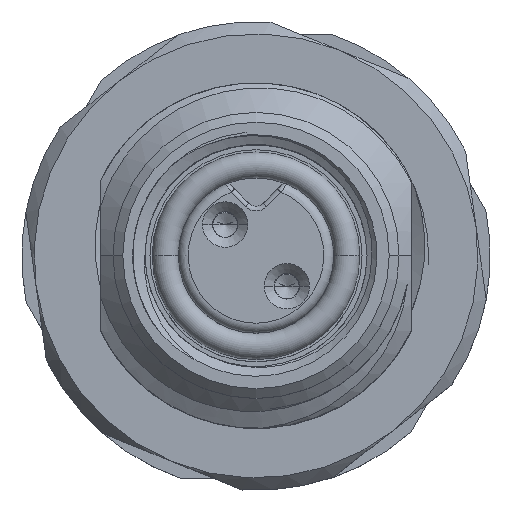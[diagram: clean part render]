
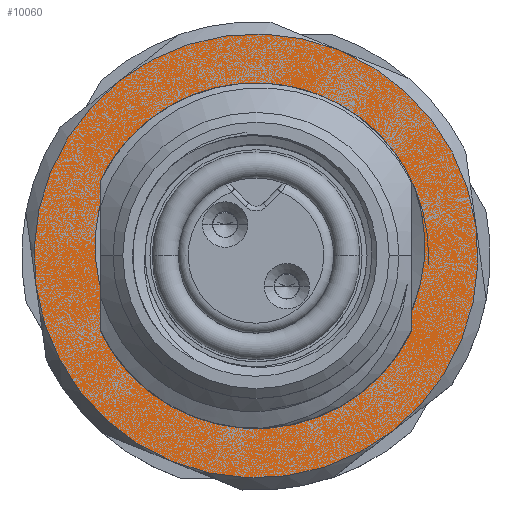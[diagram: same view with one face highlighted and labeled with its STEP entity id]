
A CAD part, top view. The second image highlights one B-rep face of the part: STEP entity #10060.
In plain terms, the highlighted planar face has unit normal (0, 0, 1).
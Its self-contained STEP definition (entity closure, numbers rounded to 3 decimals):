
#9489=CARTESIAN_POINT('',(0.,0.,-1.3));
#9490=DIRECTION('',(0.,0.,1.));
#9491=DIRECTION('',(-0.706,-0.709,0.));
#9492=AXIS2_PLACEMENT_3D('',#9489,#9490,#9491);
#9494=CARTESIAN_POINT('',(0.,0.,-1.3));
#9495=DIRECTION('',(0.,0.,1.));
#9496=DIRECTION('',(-0.376,-0.927,0.));
#9497=AXIS2_PLACEMENT_3D('',#9494,#9495,#9496);
#9499=CARTESIAN_POINT('',(0.038,-3.094,-1.3));
#9500=CARTESIAN_POINT('',(0.187,-3.102,-1.3));
#9501=CARTESIAN_POINT('',(0.483,-3.096,-1.3));
#9502=CARTESIAN_POINT('',(0.927,-3.025,-1.3));
#9503=CARTESIAN_POINT('',(1.357,-2.89,-1.3));
#9504=CARTESIAN_POINT('',(1.766,-2.695,-1.3));
#9505=CARTESIAN_POINT('',(2.147,-2.442,-1.3));
#9506=CARTESIAN_POINT('',(2.491,-2.134,-1.3));
#9507=CARTESIAN_POINT('',(2.79,-1.78,-1.3));
#9508=CARTESIAN_POINT('',(3.037,-1.385,-1.3));
#9509=CARTESIAN_POINT('',(3.228,-0.958,-1.3));
#9510=CARTESIAN_POINT('',(3.358,-0.507,-1.3));
#9511=CARTESIAN_POINT('',(3.425,-0.034,-1.3));
#9512=CARTESIAN_POINT('',(3.425,0.443,-1.3));
#9513=CARTESIAN_POINT('',(3.358,0.919,-1.3));
#9514=CARTESIAN_POINT('',(3.272,1.227,-1.3));
#9515=CARTESIAN_POINT('',(3.217,1.379,-1.3));
#9517=CARTESIAN_POINT('',(0.,0.,-1.3));
#9518=DIRECTION('',(0.,0.,1.));
#9519=DIRECTION('',(0.919,0.394,0.));
#9520=AXIS2_PLACEMENT_3D('',#9517,#9518,#9519);
#9522=CARTESIAN_POINT('',(0.,0.,-1.3));
#9523=DIRECTION('',(0.,0.,1.));
#9524=DIRECTION('',(0.376,0.927,0.));
#9525=AXIS2_PLACEMENT_3D('',#9522,#9523,#9524);
#9527=CARTESIAN_POINT('',(-1.346,3.231,-1.3));
#9528=CARTESIAN_POINT('',(-1.491,3.16,-1.3));
#9529=CARTESIAN_POINT('',(-1.767,3.,-1.3));
#9530=CARTESIAN_POINT('',(-2.147,2.705,-1.3));
#9531=CARTESIAN_POINT('',(-2.48,2.362,-1.3));
#9532=CARTESIAN_POINT('',(-2.762,1.976,-1.3));
#9533=CARTESIAN_POINT('',(-2.984,1.56,-1.3));
#9534=CARTESIAN_POINT('',(-3.145,1.12,-1.3));
#9535=CARTESIAN_POINT('',(-3.242,0.664,-1.3));
#9536=CARTESIAN_POINT('',(-3.274,0.202,-1.3));
#9537=CARTESIAN_POINT('',(-3.241,-0.258,-1.3));
#9538=CARTESIAN_POINT('',(-3.144,-0.704,-1.3));
#9539=CARTESIAN_POINT('',(-2.986,-1.129,-1.3));
#9540=CARTESIAN_POINT('',(-2.772,-1.525,-1.3));
#9541=CARTESIAN_POINT('',(-2.503,-1.885,-1.3));
#9542=CARTESIAN_POINT('',(-2.295,-2.095,-1.3));
#9543=CARTESIAN_POINT('',(-2.183,-2.193,-1.3));
#9545=CARTESIAN_POINT('',(0.,0.,-1.3));
#9546=DIRECTION('',(0.,0.,-1.));
#9547=DIRECTION('',(0.614,-0.789,0.));
#9548=AXIS2_PLACEMENT_3D('',#9545,#9546,#9547);
#9550=CARTESIAN_POINT('',(0.,0.,-1.3));
#9551=DIRECTION('',(0.,0.,-1.));
#9552=DIRECTION('',(-0.376,-0.927,0.));
#9553=AXIS2_PLACEMENT_3D('',#9550,#9551,#9552);
#9555=CARTESIAN_POINT('',(0.,0.,-1.3));
#9556=DIRECTION('',(0.,0.,-1.));
#9557=DIRECTION('',(-0.614,0.789,0.));
#9558=AXIS2_PLACEMENT_3D('',#9555,#9556,#9557);
#9560=CARTESIAN_POINT('',(0.,0.,-1.3));
#9561=DIRECTION('',(0.,0.,-1.));
#9562=DIRECTION('',(0.376,0.927,0.));
#9563=AXIS2_PLACEMENT_3D('',#9560,#9561,#9562);
#9570=CARTESIAN_POINT('',(0.,0.,-1.3));
#9571=DIRECTION('',(0.,0.,1.));
#9572=DIRECTION('',(0.614,-0.789,0.));
#9573=AXIS2_PLACEMENT_3D('',#9570,#9571,#9572);
#9888=CARTESIAN_POINT('',(0.,0.,-1.3));
#9889=DIRECTION('',(0.,0.,1.));
#9890=DIRECTION('',(-0.614,0.789,0.));
#9891=AXIS2_PLACEMENT_3D('',#9888,#9889,#9890);
#9951=VERTEX_POINT('',#9543);
#9952=VERTEX_POINT('',#9527);
#9953=VERTEX_POINT('',#9515);
#9954=VERTEX_POINT('',#9499);
#9959=CARTESIAN_POINT('',(-1.163,-2.867,-1.3));
#9960=VERTEX_POINT('',#9959);
#9961=CARTESIAN_POINT('',(1.316,3.243,-1.3));
#9962=VERTEX_POINT('',#9961);
#9963=CARTESIAN_POINT('',(2.765,-3.55,-1.3));
#9964=CARTESIAN_POINT('',(-1.692,-4.17,-1.3));
#9965=VERTEX_POINT('',#9963);
#9966=VERTEX_POINT('',#9964);
#9967=CARTESIAN_POINT('',(-4.457,-0.619,-1.3));
#9968=VERTEX_POINT('',#9967);
#9969=CARTESIAN_POINT('',(-2.765,3.55,-1.3));
#9970=CARTESIAN_POINT('',(1.692,4.17,-1.3));
#9971=VERTEX_POINT('',#9969);
#9972=VERTEX_POINT('',#9970);
#9973=CARTESIAN_POINT('',(4.457,0.619,-1.3));
#9974=VERTEX_POINT('',#9973);
#10027=CARTESIAN_POINT('',(0.,0.,-1.3));
#10028=DIRECTION('',(0.,0.,1.));
#10029=DIRECTION('',(-0.376,-0.927,0.));
#10030=AXIS2_PLACEMENT_3D('',#10027,#10028,#10029);
#10031=PLANE('',#10030);
#10033=ORIENTED_EDGE('',*,*,#10032,.F.);
#10035=ORIENTED_EDGE('',*,*,#10034,.T.);
#10037=ORIENTED_EDGE('',*,*,#10036,.T.);
#10039=ORIENTED_EDGE('',*,*,#10038,.F.);
#10041=ORIENTED_EDGE('',*,*,#10040,.T.);
#10043=ORIENTED_EDGE('',*,*,#10042,.T.);
#10044=EDGE_LOOP('',(#10033,#10035,#10037,#10039,#10041,#10043));
#10045=FACE_OUTER_BOUND('',#10044,.F.);
#10047=ORIENTED_EDGE('',*,*,#10046,.T.);
#10049=ORIENTED_EDGE('',*,*,#10048,.T.);
#10051=ORIENTED_EDGE('',*,*,#10050,.T.);
#10053=ORIENTED_EDGE('',*,*,#10052,.T.);
#10055=ORIENTED_EDGE('',*,*,#10054,.T.);
#10057=ORIENTED_EDGE('',*,*,#10056,.T.);
#10058=EDGE_LOOP('',(#10047,#10049,#10051,#10053,#10055,#10057));
#10059=FACE_BOUND('',#10058,.F.);
#9493=CIRCLE('',#9492,3.094);
#9498=CIRCLE('',#9497,3.094);
#9516=B_SPLINE_CURVE_WITH_KNOTS('',3,(#9499,#9500,#9501,#9502,#9503,#9504,#9505,
#9506,#9507,#9508,#9509,#9510,#9511,#9512,#9513,#9514,#9515),.UNSPECIFIED.,.F.,
.F.,(4,1,1,1,1,1,1,1,1,1,1,1,1,1,4),(0.,0.071,0.143,
0.214,0.286,0.357,0.429,0.5,
0.571,0.643,0.714,0.786,
0.857,0.929,1.),.UNSPECIFIED.);
#9521=CIRCLE('',#9520,3.5);
#9526=CIRCLE('',#9525,3.5);
#9544=B_SPLINE_CURVE_WITH_KNOTS('',3,(#9527,#9528,#9529,#9530,#9531,#9532,#9533,
#9534,#9535,#9536,#9537,#9538,#9539,#9540,#9541,#9542,#9543),.UNSPECIFIED.,.F.,
.F.,(4,1,1,1,1,1,1,1,1,1,1,1,1,1,4),(0.,0.071,0.143,
0.214,0.286,0.357,0.429,0.5,
0.571,0.643,0.714,0.786,
0.857,0.929,1.),.UNSPECIFIED.);
#9549=CIRCLE('',#9548,4.5);
#9554=CIRCLE('',#9553,4.5);
#9559=CIRCLE('',#9558,4.5);
#9564=CIRCLE('',#9563,4.5);
#9574=CIRCLE('',#9573,4.5);
#9892=CIRCLE('',#9891,4.5);
#10032=EDGE_CURVE('',#9965,#9974,#9574,.T.);
#10034=EDGE_CURVE('',#9965,#9966,#9549,.T.);
#10036=EDGE_CURVE('',#9966,#9968,#9554,.T.);
#10038=EDGE_CURVE('',#9971,#9968,#9892,.T.);
#10040=EDGE_CURVE('',#9971,#9972,#9559,.T.);
#10042=EDGE_CURVE('',#9972,#9974,#9564,.T.);
#10046=EDGE_CURVE('',#9951,#9960,#9493,.T.);
#10048=EDGE_CURVE('',#9960,#9954,#9498,.T.);
#10050=EDGE_CURVE('',#9954,#9953,#9516,.T.);
#10052=EDGE_CURVE('',#9953,#9962,#9521,.T.);
#10054=EDGE_CURVE('',#9962,#9952,#9526,.T.);
#10056=EDGE_CURVE('',#9952,#9951,#9544,.T.);
#10060=ADVANCED_FACE('',(#10045,#10059),#10031,.T.);
